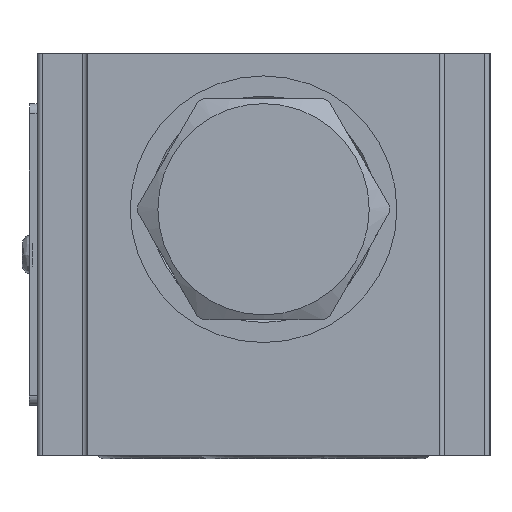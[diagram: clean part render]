
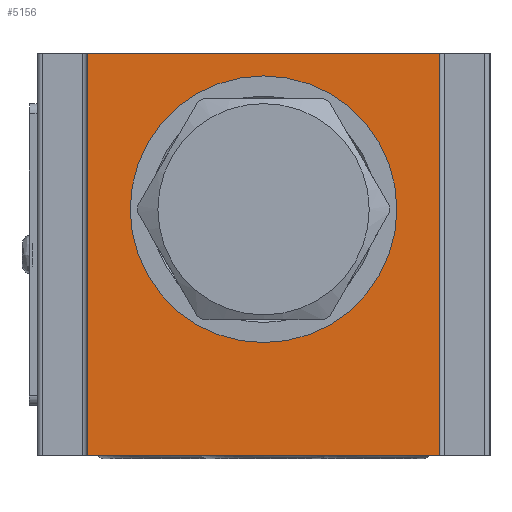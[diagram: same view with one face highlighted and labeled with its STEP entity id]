
A CAD part, left-side view. The second image highlights one B-rep face of the part: STEP entity #5156.
In plain terms, the highlighted planar face has unit normal (-1, 0, 0).
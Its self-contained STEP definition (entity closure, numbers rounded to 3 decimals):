
#320=LINE('',#19204,#1807);
#324=LINE('',#19224,#1811);
#325=LINE('',#19227,#1812);
#326=LINE('',#19228,#1813);
#1807=VECTOR('',#15265,1.);
#1811=VECTOR('',#15283,1.);
#1812=VECTOR('',#15284,1.);
#1813=VECTOR('',#15285,1.);
#4444=PLANE('',#14187);
#5156=ADVANCED_FACE('',(#5928,#5929),#4444,.T.);
#5928=FACE_BOUND('',#6171,.T.);
#5929=FACE_BOUND('',#6172,.T.);
#6171=EDGE_LOOP('',(#7191,#7192,#7193,#7194));
#6172=EDGE_LOOP('',(#7195));
#7191=ORIENTED_EDGE('',*,*,#12151,.F.);
#7192=ORIENTED_EDGE('',*,*,#12152,.F.);
#7193=ORIENTED_EDGE('',*,*,#12141,.T.);
#7194=ORIENTED_EDGE('',*,*,#12153,.T.);
#7195=ORIENTED_EDGE('',*,*,#12154,.T.);
#10851=VERTEX_POINT('',#19203);
#10852=VERTEX_POINT('',#19205);
#10861=VERTEX_POINT('',#19225);
#10862=VERTEX_POINT('',#19226);
#10863=VERTEX_POINT('',#19230);
#12141=EDGE_CURVE('',#10852,#10851,#320,.T.);
#12151=EDGE_CURVE('',#10861,#10862,#324,.T.);
#12152=EDGE_CURVE('',#10852,#10861,#325,.T.);
#12153=EDGE_CURVE('',#10851,#10862,#326,.T.);
#12154=EDGE_CURVE('',#10863,#10863,#13922,.T.);
#13922=CIRCLE('',#14186,13.25);
#14186=AXIS2_PLACEMENT_3D('',#19229,#15286,#15287);
#14187=AXIS2_PLACEMENT_3D('',#19231,#15288,#15289);
#15265=DIRECTION('',(0.,1.,0.));
#15283=DIRECTION('',(0.,1.,0.));
#15284=DIRECTION('',(0.,0.,-1.));
#15285=DIRECTION('',(0.,0.,-1.));
#15286=DIRECTION('',(1.,0.,0.));
#15287=DIRECTION('',(0.,0.,1.));
#15288=DIRECTION('',(-1.,0.,0.));
#15289=DIRECTION('',(0.,0.,1.));
#19203=CARTESIAN_POINT('',(16.013,543.71,40.));
#19204=CARTESIAN_POINT('',(16.013,508.71,40.));
#19205=CARTESIAN_POINT('',(16.013,508.71,40.));
#19224=CARTESIAN_POINT('',(16.013,508.71,0.));
#19225=CARTESIAN_POINT('',(16.013,508.71,0.));
#19226=CARTESIAN_POINT('',(16.013,543.71,0.));
#19227=CARTESIAN_POINT('',(16.013,508.71,40.));
#19228=CARTESIAN_POINT('',(16.013,543.71,40.));
#19229=CARTESIAN_POINT('',(16.013,526.21,24.5));
#19230=CARTESIAN_POINT('',(16.013,526.21,37.75));
#19231=CARTESIAN_POINT('',(16.013,508.71,40.));
